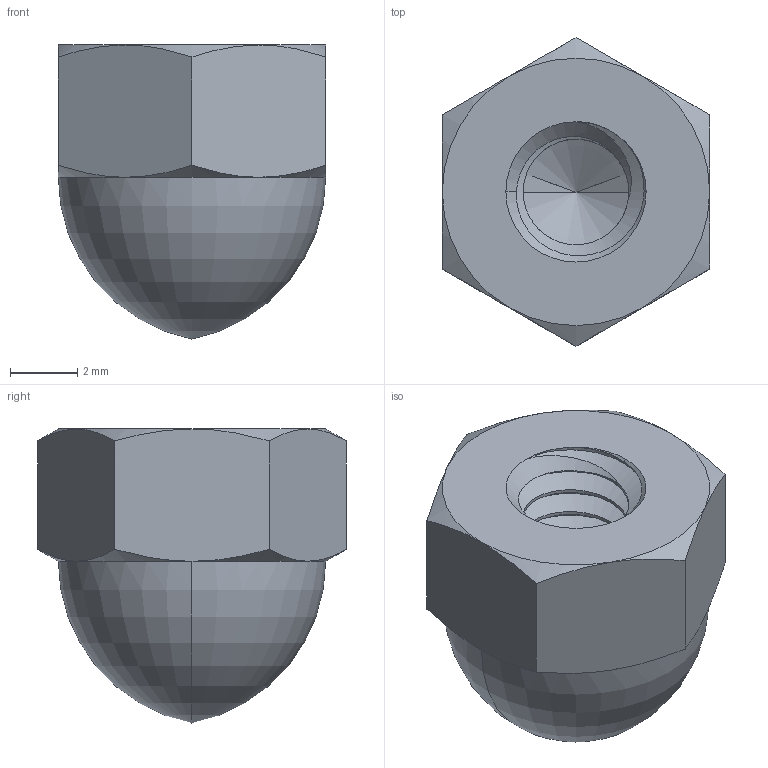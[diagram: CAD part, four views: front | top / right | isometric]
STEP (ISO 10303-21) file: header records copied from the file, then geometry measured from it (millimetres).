
FILE_DESCRIPTION (( 'STEP AP203' ), '1' );
FILE_NAME ('91855A440.step', '2018-05-02T15:43:25', ( '' ), ( '' ), 'SwSTEP 2.0', 'SolidWorks 2014', '' );
FILE_SCHEMA (( 'CONFIG_CONTROL_DESIGN' ));
Length unit declared in the file: inch
Products named in the file (1): 91855A440
Bounding box: 7.94 x 9.17 x 8.73 mm (x, y, z)
Volume: 309.1 mm3; surface area: 360.6 mm2
Topology: 1 solids, 1 shells, 52 faces, 134 edges, 81 vertices
Faces by surface type: cylinder 22, cone 18, plane 8, bspline 2, torus 2
Entity records: 2405 total; most frequent: CARTESIAN_POINT 1259, ORIENTED_EDGE 260, DIRECTION 186, EDGE_CURVE 130, VERTEX_POINT 81, AXIS2_PLACEMENT_3D 77, EDGE_LOOP 53, FACE_OUTER_BOUND 52
